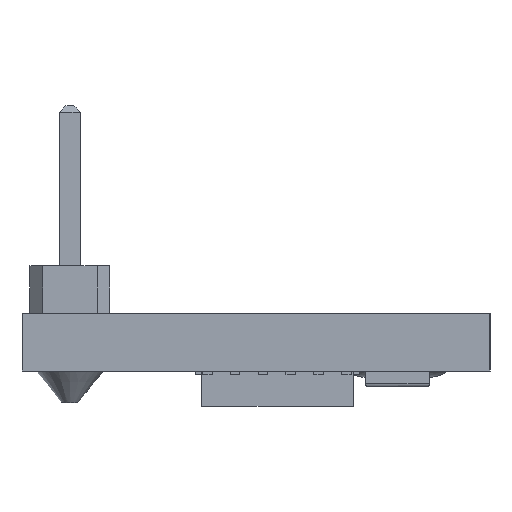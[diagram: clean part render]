
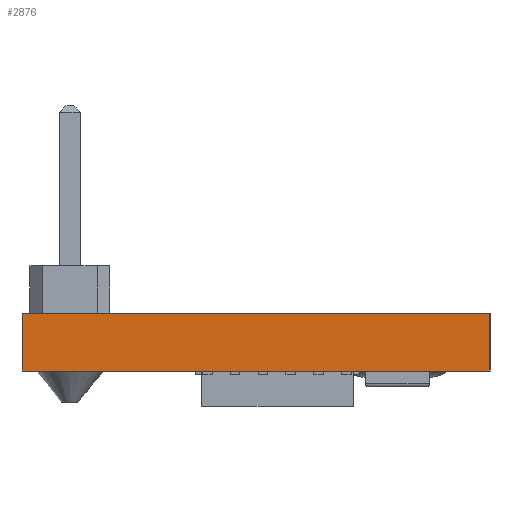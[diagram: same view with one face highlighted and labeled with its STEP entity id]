
A CAD part, left-side view. The second image highlights one B-rep face of the part: STEP entity #2876.
In plain terms, the highlighted planar face has unit normal (-1, 0, 0).
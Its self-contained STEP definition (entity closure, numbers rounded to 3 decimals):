
#2876=ADVANCED_FACE('',(#4147),#3592,.F.);
#3592=PLANE('',#16888);
#4147=FACE_OUTER_BOUND('',#4888,.T.);
#4888=EDGE_LOOP('',(#6272,#6273,#6274,#6275));
#6272=ORIENTED_EDGE('',*,*,#10520,.T.);
#6273=ORIENTED_EDGE('',*,*,#10967,.F.);
#6274=ORIENTED_EDGE('',*,*,#10861,.F.);
#6275=ORIENTED_EDGE('',*,*,#10968,.T.);
#9341=VERTEX_POINT('',#23249);
#9342=VERTEX_POINT('',#23250);
#9640=VERTEX_POINT('',#24498);
#9641=VERTEX_POINT('',#24499);
#10520=EDGE_CURVE('',#9341,#9342,#13592,.T.);
#10861=EDGE_CURVE('',#9640,#9641,#13837,.T.);
#10967=EDGE_CURVE('',#9641,#9342,#13899,.T.);
#10968=EDGE_CURVE('',#9640,#9341,#13900,.T.);
#13592=LINE('',#23248,#14838);
#13837=LINE('',#24497,#15083);
#13899=LINE('',#25304,#15145);
#13900=LINE('',#25305,#15146);
#14838=VECTOR('',#17793,1.);
#15083=VECTOR('',#18092,1.);
#15145=VECTOR('',#18160,1.);
#15146=VECTOR('',#18161,1.);
#16888=AXIS2_PLACEMENT_3D('',#25306,#18162,#18163);
#17793=DIRECTION('',(0.,-1.,0.));
#18092=DIRECTION('',(0.,-1.,0.));
#18160=DIRECTION('',(0.,0.,-1.));
#18161=DIRECTION('',(0.,0.,-1.));
#18162=DIRECTION('',(1.,0.,0.));
#18163=DIRECTION('',(0.,1.,0.));
#23248=CARTESIAN_POINT('',(-11.78,7.325,0.));
#23249=CARTESIAN_POINT('',(-11.78,7.325,0.));
#23250=CARTESIAN_POINT('',(-11.78,-7.325,0.));
#24497=CARTESIAN_POINT('',(-11.78,7.325,1.8));
#24498=CARTESIAN_POINT('',(-11.78,7.325,1.8));
#24499=CARTESIAN_POINT('',(-11.78,-7.325,1.8));
#25304=CARTESIAN_POINT('',(-11.78,-7.325,1.8));
#25305=CARTESIAN_POINT('',(-11.78,7.325,1.8));
#25306=CARTESIAN_POINT('',(-11.78,7.325,1.8));
